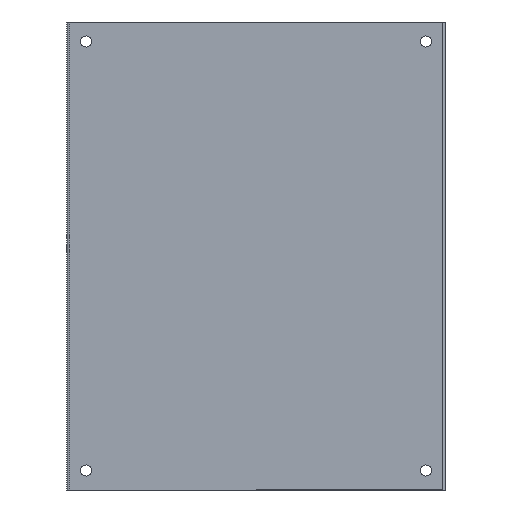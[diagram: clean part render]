
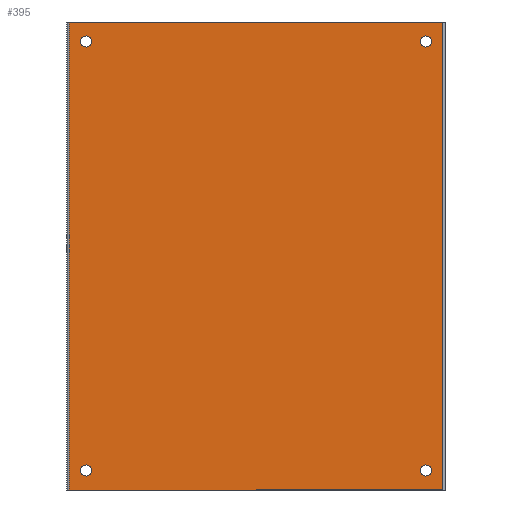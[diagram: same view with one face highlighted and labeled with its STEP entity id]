
A CAD part, front view. The second image highlights one B-rep face of the part: STEP entity #395.
In plain terms, the highlighted planar face has unit normal (0, -1, 0).
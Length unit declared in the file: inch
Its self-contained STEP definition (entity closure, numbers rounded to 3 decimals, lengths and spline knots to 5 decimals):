
#3 = EDGE_CURVE ( 'NONE', #207, #724, #205, .T. ) ;
#5 = ORIENTED_EDGE ( 'NONE', *, *, #129, .F. ) ;
#10 = VERTEX_POINT ( 'NONE', #102 ) ;
#13 = CARTESIAN_POINT ( 'NONE',  ( 8.5, 0., 10.5 ) ) ;
#14 = CIRCLE ( 'NONE', #278, 0.25 ) ;
#24 = DIRECTION ( 'NONE',  ( 0., 0., -1. ) ) ;
#26 = CIRCLE ( 'NONE', #727, 0.25 ) ;
#27 = DIRECTION ( 'NONE',  ( 0., 0., -1. ) ) ;
#37 = CARTESIAN_POINT ( 'NONE',  ( 7.625, 0., -9.875 ) ) ;
#41 = FACE_OUTER_BOUND ( 'NONE', #453, .T. ) ;
#47 = ORIENTED_EDGE ( 'NONE', *, *, #477, .T. ) ;
#55 = CARTESIAN_POINT ( 'NONE',  ( 8.375, 0., 10.5 ) ) ;
#59 = DIRECTION ( 'NONE',  ( 0., 0., -1. ) ) ;
#73 = ORIENTED_EDGE ( 'NONE', *, *, #496, .T. ) ;
#74 = DIRECTION ( 'NONE',  ( 0., 1., 0. ) ) ;
#88 = FACE_BOUND ( 'NONE', #328, .T. ) ;
#92 = AXIS2_PLACEMENT_3D ( 'NONE', #454, #215, #24 ) ;
#102 = CARTESIAN_POINT ( 'NONE',  ( -7.625, 0., 9.375 ) ) ;
#103 = AXIS2_PLACEMENT_3D ( 'NONE', #714, #775, #27 ) ;
#105 = EDGE_CURVE ( 'NONE', #622, #396, #559, .T. ) ;
#125 = DIRECTION ( 'NONE',  ( -1., 0., 0. ) ) ;
#128 = CARTESIAN_POINT ( 'NONE',  ( -8.5, 0., -10.5 ) ) ;
#129 = EDGE_CURVE ( 'NONE', #253, #622, #264, .T. ) ;
#134 = PLANE ( 'NONE',  #788 ) ;
#135 = FACE_BOUND ( 'NONE', #383, .T. ) ;
#144 = CIRCLE ( 'NONE', #366, 0.25 ) ;
#156 = CARTESIAN_POINT ( 'NONE',  ( 7.625, 0., -9.375 ) ) ;
#164 = DIRECTION ( 'NONE',  ( 0., 0., -1. ) ) ;
#174 = DIRECTION ( 'NONE',  ( 0., 1., 0. ) ) ;
#182 = CIRCLE ( 'NONE', #103, 0.25 ) ;
#183 = CARTESIAN_POINT ( 'NONE',  ( 7.625, 0., 9.625 ) ) ;
#184 = VERTEX_POINT ( 'NONE', #246 ) ;
#185 = DIRECTION ( 'NONE',  ( 0., 1., 0. ) ) ;
#193 = ORIENTED_EDGE ( 'NONE', *, *, #564, .T. ) ;
#199 = CARTESIAN_POINT ( 'NONE',  ( -7.625, 0., -9.625 ) ) ;
#205 = CIRCLE ( 'NONE', #210, 0.25 ) ;
#207 = VERTEX_POINT ( 'NONE', #370 ) ;
#210 = AXIS2_PLACEMENT_3D ( 'NONE', #230, #174, #420 ) ;
#211 = CARTESIAN_POINT ( 'NONE',  ( 7.625, 0., 9.375 ) ) ;
#212 = ORIENTED_EDGE ( 'NONE', *, *, #416, .F. ) ;
#215 = DIRECTION ( 'NONE',  ( 0., 1., 0. ) ) ;
#230 = CARTESIAN_POINT ( 'NONE',  ( -7.625, 0., -9.625 ) ) ;
#237 = VECTOR ( 'NONE', #125, 39.37008 ) ;
#238 = CARTESIAN_POINT ( 'NONE',  ( -7.625, 0., -9.375 ) ) ;
#246 = CARTESIAN_POINT ( 'NONE',  ( -8.375, 0., 10.5 ) ) ;
#251 = CARTESIAN_POINT ( 'NONE',  ( 7.625, 0., 9.875 ) ) ;
#253 = VERTEX_POINT ( 'NONE', #55 ) ;
#264 = LINE ( 'NONE', #686, #726 ) ;
#268 = EDGE_CURVE ( 'NONE', #461, #334, #14, .T. ) ;
#270 = ORIENTED_EDGE ( 'NONE', *, *, #580, .T. ) ;
#278 = AXIS2_PLACEMENT_3D ( 'NONE', #183, #616, #59 ) ;
#279 = FACE_BOUND ( 'NONE', #437, .T. ) ;
#285 = CARTESIAN_POINT ( 'NONE',  ( 7.625, 0., -9.625 ) ) ;
#304 = ORIENTED_EDGE ( 'NONE', *, *, #795, .T. ) ;
#311 = ORIENTED_EDGE ( 'NONE', *, *, #362, .T. ) ;
#312 = CARTESIAN_POINT ( 'NONE',  ( -7.625, 0., 9.875 ) ) ;
#319 = ORIENTED_EDGE ( 'NONE', *, *, #648, .F. ) ;
#323 = DIRECTION ( 'NONE',  ( 0., 0., 1. ) ) ;
#327 = VERTEX_POINT ( 'NONE', #312 ) ;
#328 = EDGE_LOOP ( 'NONE', ( #464, #311 ) ) ;
#334 = VERTEX_POINT ( 'NONE', #251 ) ;
#353 = CIRCLE ( 'NONE', #92, 0.25 ) ;
#362 = EDGE_CURVE ( 'NONE', #724, #207, #144, .T. ) ;
#366 = AXIS2_PLACEMENT_3D ( 'NONE', #199, #377, #710 ) ;
#370 = CARTESIAN_POINT ( 'NONE',  ( -7.625, 0., -9.875 ) ) ;
#377 = DIRECTION ( 'NONE',  ( 0., 1., 0. ) ) ;
#383 = EDGE_LOOP ( 'NONE', ( #47, #193 ) ) ;
#395 = ADVANCED_FACE ( 'NONE', ( #41, #460, #135, #88, #279 ), #134, .F. ) ;
#396 = VERTEX_POINT ( 'NONE', #579 ) ;
#397 = VECTOR ( 'NONE', #472, 39.37008 ) ;
#407 = DIRECTION ( 'NONE',  ( 0., 1., 0. ) ) ;
#413 = ORIENTED_EDGE ( 'NONE', *, *, #268, .T. ) ;
#416 = EDGE_CURVE ( 'NONE', #184, #253, #715, .T. ) ;
#420 = DIRECTION ( 'NONE',  ( 0., 0., -1. ) ) ;
#430 = CARTESIAN_POINT ( 'NONE',  ( -7.625, 0., 9.625 ) ) ;
#437 = EDGE_LOOP ( 'NONE', ( #304, #73 ) ) ;
#453 = EDGE_LOOP ( 'NONE', ( #319, #722, #5, #212 ) ) ;
#454 = CARTESIAN_POINT ( 'NONE',  ( 7.625, 0., -9.625 ) ) ;
#460 = FACE_BOUND ( 'NONE', #583, .T. ) ;
#461 = VERTEX_POINT ( 'NONE', #211 ) ;
#464 = ORIENTED_EDGE ( 'NONE', *, *, #3, .T. ) ;
#466 = DIRECTION ( 'NONE',  ( 0., 0., -1. ) ) ;
#472 = DIRECTION ( 'NONE',  ( 0., 0., 1. ) ) ;
#477 = EDGE_CURVE ( 'NONE', #635, #569, #353, .T. ) ;
#496 = EDGE_CURVE ( 'NONE', #327, #10, #182, .T. ) ;
#499 = DIRECTION ( 'NONE',  ( 0., 0., -1. ) ) ;
#513 = AXIS2_PLACEMENT_3D ( 'NONE', #430, #185, #499 ) ;
#553 = VECTOR ( 'NONE', #581, 39.37008 ) ;
#558 = DIRECTION ( 'NONE',  ( 0., 0., -1. ) ) ;
#559 = LINE ( 'NONE', #128, #237 ) ;
#564 = EDGE_CURVE ( 'NONE', #569, #635, #723, .T. ) ;
#568 = LINE ( 'NONE', #789, #397 ) ;
#569 = VERTEX_POINT ( 'NONE', #156 ) ;
#579 = CARTESIAN_POINT ( 'NONE',  ( -8.375, 0., -10.5 ) ) ;
#580 = EDGE_CURVE ( 'NONE', #334, #461, #26, .T. ) ;
#581 = DIRECTION ( 'NONE',  ( 1., 0., 0. ) ) ;
#583 = EDGE_LOOP ( 'NONE', ( #413, #270 ) ) ;
#596 = CARTESIAN_POINT ( 'NONE',  ( 8.375, 0., -10.5 ) ) ;
#616 = DIRECTION ( 'NONE',  ( 0., 1., 0. ) ) ;
#622 = VERTEX_POINT ( 'NONE', #596 ) ;
#635 = VERTEX_POINT ( 'NONE', #37 ) ;
#639 = CARTESIAN_POINT ( 'NONE',  ( -8.5, 0., 10.5 ) ) ;
#647 = CIRCLE ( 'NONE', #513, 0.25 ) ;
#648 = EDGE_CURVE ( 'NONE', #396, #184, #568, .T. ) ;
#686 = CARTESIAN_POINT ( 'NONE',  ( 8.375, 0., -10.5 ) ) ;
#710 = DIRECTION ( 'NONE',  ( 0., 0., -1. ) ) ;
#714 = CARTESIAN_POINT ( 'NONE',  ( -7.625, 0., 9.625 ) ) ;
#715 = LINE ( 'NONE', #13, #553 ) ;
#722 = ORIENTED_EDGE ( 'NONE', *, *, #105, .F. ) ;
#723 = CIRCLE ( 'NONE', #768, 0.25 ) ;
#724 = VERTEX_POINT ( 'NONE', #238 ) ;
#726 = VECTOR ( 'NONE', #558, 39.37008 ) ;
#727 = AXIS2_PLACEMENT_3D ( 'NONE', #729, #407, #466 ) ;
#728 = DIRECTION ( 'NONE',  ( 0., 1., 0. ) ) ;
#729 = CARTESIAN_POINT ( 'NONE',  ( 7.625, 0., 9.625 ) ) ;
#768 = AXIS2_PLACEMENT_3D ( 'NONE', #285, #728, #164 ) ;
#775 = DIRECTION ( 'NONE',  ( 0., 1., 0. ) ) ;
#788 = AXIS2_PLACEMENT_3D ( 'NONE', #639, #74, #323 ) ;
#789 = CARTESIAN_POINT ( 'NONE',  ( -8.375, 0., 10.5 ) ) ;
#795 = EDGE_CURVE ( 'NONE', #10, #327, #647, .T. ) ;
